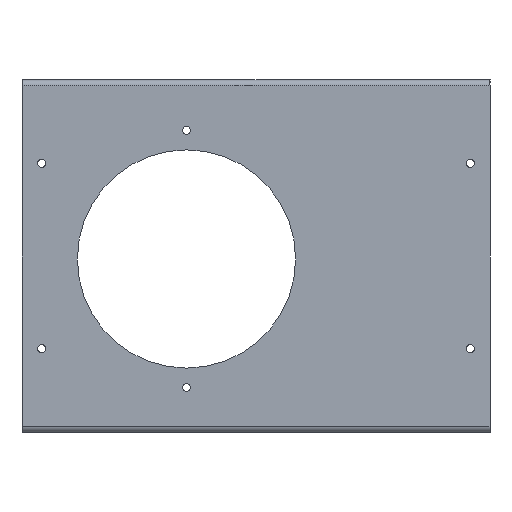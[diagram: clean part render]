
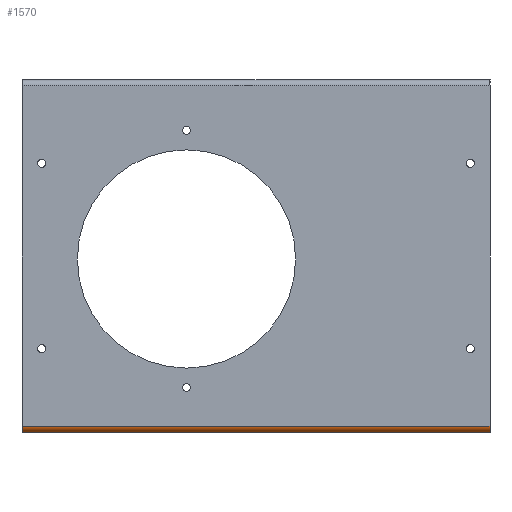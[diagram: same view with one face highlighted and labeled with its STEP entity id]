
A CAD part, front view. The second image highlights one B-rep face of the part: STEP entity #1570.
In plain terms, the highlighted cylindrical face has radius 2.5 mm (diameter 5 mm), a partial arc.
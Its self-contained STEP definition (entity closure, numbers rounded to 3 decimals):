
#104 = EDGE_CURVE ( 'NONE', #1990, #399, #1517, .T. ) ;
#133 = ORIENTED_EDGE ( 'NONE', *, *, #871, .F. ) ;
#197 = DIRECTION ( 'NONE',  ( -1., 0., 0. ) ) ;
#210 = CARTESIAN_POINT ( 'NONE',  ( 201., 1.5, -148.5 ) ) ;
#222 = CARTESIAN_POINT ( 'NONE',  ( 201., 1.5, -151. ) ) ;
#241 = AXIS2_PLACEMENT_3D ( 'NONE', #1729, #580, #1519 ) ;
#307 = FACE_OUTER_BOUND ( 'NONE', #1407, .T. ) ;
#377 = DIRECTION ( 'NONE',  ( 0., 0., 1. ) ) ;
#383 = VERTEX_POINT ( 'NONE', #1046 ) ;
#387 = DIRECTION ( 'NONE',  ( -1., 0., 0. ) ) ;
#389 = CARTESIAN_POINT ( 'NONE',  ( 538.429, 1.5, -148.5 ) ) ;
#399 = VERTEX_POINT ( 'NONE', #548 ) ;
#449 = DIRECTION ( 'NONE',  ( -1., 0., 0. ) ) ;
#458 = EDGE_CURVE ( 'NONE', #1990, #383, #1786, .T. ) ;
#460 = VECTOR ( 'NONE', #1350, 1000. ) ;
#488 = VECTOR ( 'NONE', #197, 1000. ) ;
#548 = CARTESIAN_POINT ( 'NONE',  ( -1., 1.5, -151. ) ) ;
#578 = DIRECTION ( 'NONE',  ( 0., 0., 1. ) ) ;
#580 = DIRECTION ( 'NONE',  ( 1., 0., 0. ) ) ;
#617 = EDGE_CURVE ( 'NONE', #695, #383, #809, .T. ) ;
#664 = CARTESIAN_POINT ( 'NONE',  ( -1., -1., -148.5 ) ) ;
#695 = VERTEX_POINT ( 'NONE', #1535 ) ;
#809 = CIRCLE ( 'NONE', #1693, 2.5 ) ;
#871 = EDGE_CURVE ( 'NONE', #695, #399, #1805, .T. ) ;
#1046 = CARTESIAN_POINT ( 'NONE',  ( 201., -1., -148.5 ) ) ;
#1055 = ORIENTED_EDGE ( 'NONE', *, *, #104, .T. ) ;
#1116 = CYLINDRICAL_SURFACE ( 'NONE', #1720, 2.5 ) ;
#1350 = DIRECTION ( 'NONE',  ( 1., 0., 0. ) ) ;
#1407 = EDGE_LOOP ( 'NONE', ( #1450, #1055, #133, #1409 ) ) ;
#1409 = ORIENTED_EDGE ( 'NONE', *, *, #617, .T. ) ;
#1450 = ORIENTED_EDGE ( 'NONE', *, *, #458, .F. ) ;
#1517 = CIRCLE ( 'NONE', #241, 2.5 ) ;
#1519 = DIRECTION ( 'NONE',  ( 0., 0., 1. ) ) ;
#1535 = CARTESIAN_POINT ( 'NONE',  ( 201., 1.5, -151. ) ) ;
#1570 = ADVANCED_FACE ( 'NONE', ( #307 ), #1116, .T. ) ;
#1693 = AXIS2_PLACEMENT_3D ( 'NONE', #210, #387, #578 ) ;
#1720 = AXIS2_PLACEMENT_3D ( 'NONE', #389, #449, #377 ) ;
#1729 = CARTESIAN_POINT ( 'NONE',  ( -1., 1.5, -148.5 ) ) ;
#1786 = LINE ( 'NONE', #2169, #460 ) ;
#1805 = LINE ( 'NONE', #222, #488 ) ;
#1990 = VERTEX_POINT ( 'NONE', #664 ) ;
#2169 = CARTESIAN_POINT ( 'NONE',  ( 201., -1., -148.5 ) ) ;
